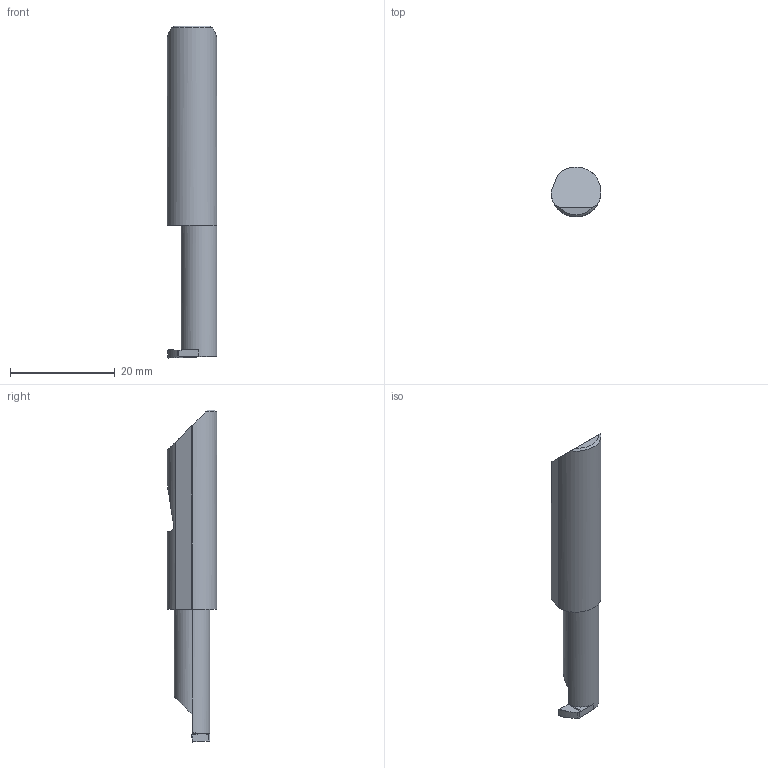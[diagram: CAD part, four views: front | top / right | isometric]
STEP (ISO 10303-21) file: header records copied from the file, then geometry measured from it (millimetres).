
FILE_DESCRIPTION (( 'STEP AP214' ), '1' );
FILE_NAME ('Micro_QRRC6-062-1000-370X.STEP', '2021-09-08T20:54:38', ( '' ), ( '' ), 'SwSTEP 2.0', 'SolidWorks 2020', '' );
FILE_SCHEMA (( 'AUTOMOTIVE_DESIGN' ));
Length unit declared in the file: inch
Products named in the file (1): Micro_QRRC6-062-1000-370X
Bounding box: 9.53 x 9.53 x 63.49 mm (x, y, z)
Volume: 3267.3 mm3; surface area: 1733.8 mm2
Topology: 1 solids, 1 shells, 25 faces, 61 edges, 39 vertices
Faces by surface type: plane 14, cylinder 10, cone 1
Entity records: 812 total; most frequent: CARTESIAN_POINT 226, ORIENTED_EDGE 122, DIRECTION 103, EDGE_CURVE 61, VERTEX_POINT 39, AXIS2_PLACEMENT_3D 36, LINE 31, VECTOR 31
